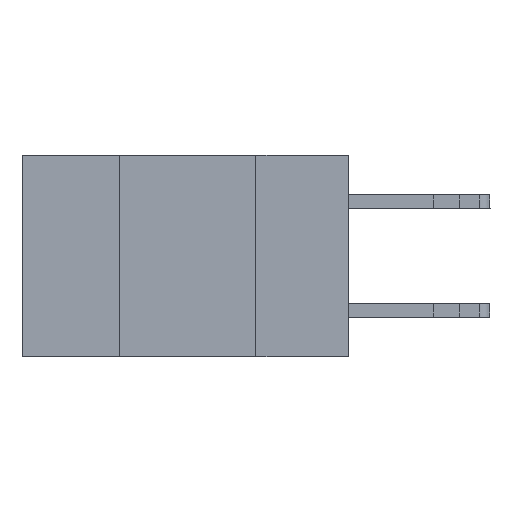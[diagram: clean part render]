
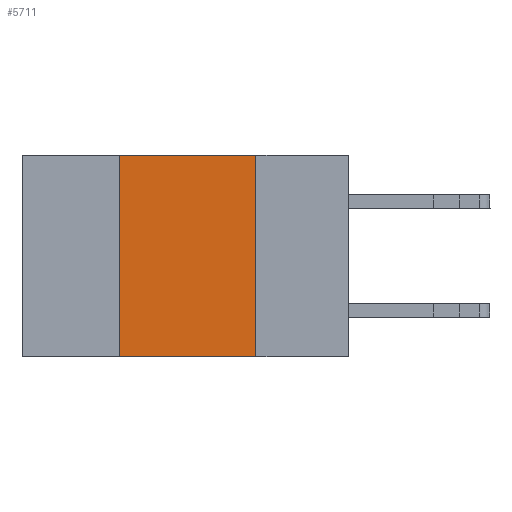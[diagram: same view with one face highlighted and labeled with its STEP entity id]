
A CAD part, left-side view. The second image highlights one B-rep face of the part: STEP entity #5711.
In plain terms, the highlighted planar face has unit normal (-1, 0, 0).
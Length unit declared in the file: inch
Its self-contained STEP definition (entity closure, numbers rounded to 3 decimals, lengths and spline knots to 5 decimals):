
#480 = LINE ( 'NONE', #11216, #4651 ) ;
#705 = VECTOR ( 'NONE', #9625, 39.37008 ) ;
#1434 = CARTESIAN_POINT ( 'NONE',  ( 0., 0.17, 0. ) ) ;
#1975 = EDGE_CURVE ( 'NONE', #7074, #5120, #2932, .T. ) ;
#2438 = VECTOR ( 'NONE', #7284, 39.37008 ) ;
#2626 = CARTESIAN_POINT ( 'NONE',  ( 0., 0.6, 0. ) ) ;
#2885 = LINE ( 'NONE', #9680, #10514 ) ;
#2932 = LINE ( 'NONE', #7685, #705 ) ;
#3636 = EDGE_CURVE ( 'NONE', #6548, #5120, #480, .T. ) ;
#3764 = PLANE ( 'NONE',  #6524 ) ;
#3828 = FACE_OUTER_BOUND ( 'NONE', #8563, .T. ) ;
#3835 = DIRECTION ( 'NONE',  ( 0., -1., 0. ) ) ;
#4035 = ORIENTED_EDGE ( 'NONE', *, *, #5111, .F. ) ;
#4594 = DIRECTION ( 'NONE',  ( 0., 0., -1. ) ) ;
#4651 = VECTOR ( 'NONE', #4594, 39.37008 ) ;
#5111 = EDGE_CURVE ( 'NONE', #10413, #6548, #2885, .T. ) ;
#5120 = VERTEX_POINT ( 'NONE', #8599 ) ;
#5410 = CARTESIAN_POINT ( 'NONE',  ( 0., 0.42, -0.37 ) ) ;
#5711 = ADVANCED_FACE ( 'NONE', ( #3828 ), #3764, .F. ) ;
#5946 = EDGE_CURVE ( 'NONE', #7074, #10413, #6362, .T. ) ;
#6362 = LINE ( 'NONE', #5410, #2438 ) ;
#6524 = AXIS2_PLACEMENT_3D ( 'NONE', #2626, #12445, #11671 ) ;
#6548 = VERTEX_POINT ( 'NONE', #1434 ) ;
#7074 = VERTEX_POINT ( 'NONE', #10479 ) ;
#7284 = DIRECTION ( 'NONE',  ( 0., 0., 1. ) ) ;
#7685 = CARTESIAN_POINT ( 'NONE',  ( 0., 0.6, -0.37 ) ) ;
#8279 = CARTESIAN_POINT ( 'NONE',  ( 0., 0.42, 0. ) ) ;
#8563 = EDGE_LOOP ( 'NONE', ( #10141, #4035, #8634, #9406 ) ) ;
#8599 = CARTESIAN_POINT ( 'NONE',  ( 0., 0.17, -0.37 ) ) ;
#8634 = ORIENTED_EDGE ( 'NONE', *, *, #5946, .F. ) ;
#9406 = ORIENTED_EDGE ( 'NONE', *, *, #1975, .T. ) ;
#9625 = DIRECTION ( 'NONE',  ( 0., -1., 0. ) ) ;
#9680 = CARTESIAN_POINT ( 'NONE',  ( 0., 0.6, 0. ) ) ;
#10141 = ORIENTED_EDGE ( 'NONE', *, *, #3636, .F. ) ;
#10413 = VERTEX_POINT ( 'NONE', #8279 ) ;
#10479 = CARTESIAN_POINT ( 'NONE',  ( 0., 0.42, -0.37 ) ) ;
#10514 = VECTOR ( 'NONE', #3835, 39.37008 ) ;
#11216 = CARTESIAN_POINT ( 'NONE',  ( 0., 0.17, -0.37 ) ) ;
#11671 = DIRECTION ( 'NONE',  ( 0., 0., -1. ) ) ;
#12445 = DIRECTION ( 'NONE',  ( 1., 0., 0. ) ) ;
